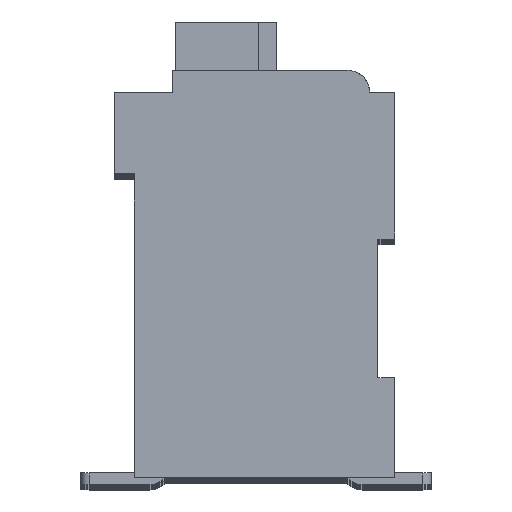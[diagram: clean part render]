
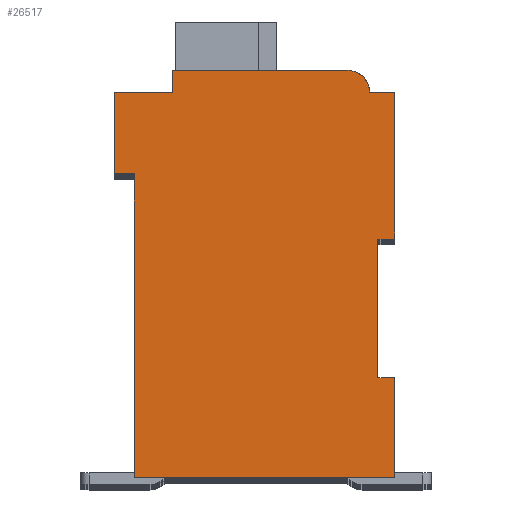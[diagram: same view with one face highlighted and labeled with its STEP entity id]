
A CAD part, top view. The second image highlights one B-rep face of the part: STEP entity #26517.
In plain terms, the highlighted planar face has unit normal (0, 0, 1).
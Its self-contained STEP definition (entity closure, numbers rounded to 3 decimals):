
#6370=DIRECTION('',(1.,0.,0.));
#6371=VECTOR('',#6370,0.5);
#6372=CARTESIAN_POINT('',(7.3,7.15,2.1));
#6373=LINE('',#6372,#6371);
#6374=DIRECTION('',(0.,1.,0.));
#6375=VECTOR('',#6374,4.15);
#6376=CARTESIAN_POINT('',(7.3,3.,2.1));
#6377=LINE('',#6376,#6375);
#6378=DIRECTION('',(-1.,0.,0.));
#6379=VECTOR('',#6378,0.5);
#6380=CARTESIAN_POINT('',(7.8,3.,2.1));
#6381=LINE('',#6380,#6379);
#6382=DIRECTION('',(0.,1.,0.));
#6383=VECTOR('',#6382,3.);
#6384=CARTESIAN_POINT('',(7.8,0.,2.1));
#6385=LINE('',#6384,#6383);
#6386=DIRECTION('',(1.,0.,0.));
#6387=VECTOR('',#6386,7.8);
#6388=CARTESIAN_POINT('',(0.,0.,2.1));
#6389=LINE('',#6388,#6387);
#6390=DIRECTION('',(0.,-1.,0.));
#6391=VECTOR('',#6390,9.1);
#6392=CARTESIAN_POINT('',(0.,9.1,2.1));
#6393=LINE('',#6392,#6391);
#6394=DIRECTION('',(1.,0.,0.));
#6395=VECTOR('',#6394,0.6);
#6396=CARTESIAN_POINT('',(-0.6,9.1,2.1));
#6397=LINE('',#6396,#6395);
#6398=DIRECTION('',(0.,-1.,0.));
#6399=VECTOR('',#6398,2.45);
#6400=CARTESIAN_POINT('',(-0.6,11.55,2.1));
#6401=LINE('',#6400,#6399);
#6402=DIRECTION('',(-1.,0.,0.));
#6403=VECTOR('',#6402,1.75);
#6404=CARTESIAN_POINT('',(1.15,11.55,2.1));
#6405=LINE('',#6404,#6403);
#6406=DIRECTION('',(0.,-1.,0.));
#6407=VECTOR('',#6406,0.65);
#6408=CARTESIAN_POINT('',(1.15,12.2,2.1));
#6409=LINE('',#6408,#6407);
#6410=DIRECTION('',(-1.,0.,0.));
#6411=VECTOR('',#6410,5.25);
#6412=CARTESIAN_POINT('',(6.4,12.2,2.1));
#6413=LINE('',#6412,#6411);
#6414=CARTESIAN_POINT('',(6.4,11.55,2.1));
#6415=DIRECTION('',(0.,0.,1.));
#6416=DIRECTION('',(1.,0.,0.));
#6417=AXIS2_PLACEMENT_3D('',#6414,#6415,#6416);
#6419=DIRECTION('',(-1.,0.,0.));
#6420=VECTOR('',#6419,0.75);
#6421=CARTESIAN_POINT('',(7.8,11.55,2.1));
#6422=LINE('',#6421,#6420);
#6423=DIRECTION('',(0.,1.,0.));
#6424=VECTOR('',#6423,4.4);
#6425=CARTESIAN_POINT('',(7.8,7.15,2.1));
#6426=LINE('',#6425,#6424);
#15607=CARTESIAN_POINT('',(7.3,7.15,2.1));
#15608=CARTESIAN_POINT('',(7.8,7.15,2.1));
#15609=VERTEX_POINT('',#15607);
#15610=VERTEX_POINT('',#15608);
#15611=CARTESIAN_POINT('',(7.8,11.55,2.1));
#15612=VERTEX_POINT('',#15611);
#15613=CARTESIAN_POINT('',(7.05,11.55,2.1));
#15614=VERTEX_POINT('',#15613);
#15615=CARTESIAN_POINT('',(6.4,12.2,2.1));
#15616=VERTEX_POINT('',#15615);
#15617=CARTESIAN_POINT('',(1.15,12.2,2.1));
#15618=VERTEX_POINT('',#15617);
#15619=CARTESIAN_POINT('',(1.15,11.55,2.1));
#15620=VERTEX_POINT('',#15619);
#15621=CARTESIAN_POINT('',(-0.6,11.55,2.1));
#15622=VERTEX_POINT('',#15621);
#15623=CARTESIAN_POINT('',(-0.6,9.1,2.1));
#15624=VERTEX_POINT('',#15623);
#15625=CARTESIAN_POINT('',(0.,9.1,2.1));
#15626=VERTEX_POINT('',#15625);
#15627=CARTESIAN_POINT('',(0.,0.,2.1));
#15628=VERTEX_POINT('',#15627);
#15629=CARTESIAN_POINT('',(7.8,0.,2.1));
#15630=VERTEX_POINT('',#15629);
#15631=CARTESIAN_POINT('',(7.8,3.,2.1));
#15632=VERTEX_POINT('',#15631);
#15633=CARTESIAN_POINT('',(7.3,3.,2.1));
#15634=VERTEX_POINT('',#15633);
#26496=CARTESIAN_POINT('',(0.,0.,2.1));
#26497=DIRECTION('',(0.,0.,1.));
#26498=DIRECTION('',(1.,0.,0.));
#26499=AXIS2_PLACEMENT_3D('',#26496,#26497,#26498);
#26500=PLANE('',#26499);
#26501=ORIENTED_EDGE('',*,*,#20528,.F.);
#26502=ORIENTED_EDGE('',*,*,#21238,.F.);
#26503=ORIENTED_EDGE('',*,*,#21814,.F.);
#26504=ORIENTED_EDGE('',*,*,#22199,.F.);
#26505=ORIENTED_EDGE('',*,*,#22648,.F.);
#26506=ORIENTED_EDGE('',*,*,#23310,.F.);
#26507=ORIENTED_EDGE('',*,*,#23516,.F.);
#26508=ORIENTED_EDGE('',*,*,#23937,.F.);
#26509=ORIENTED_EDGE('',*,*,#24405,.F.);
#26510=ORIENTED_EDGE('',*,*,#25086,.F.);
#26511=ORIENTED_EDGE('',*,*,#25620,.F.);
#26512=ORIENTED_EDGE('',*,*,#24456,.F.);
#26513=ORIENTED_EDGE('',*,*,#24897,.F.);
#26514=ORIENTED_EDGE('',*,*,#21133,.F.);
#26515=EDGE_LOOP('',(#26501,#26502,#26503,#26504,#26505,#26506,#26507,#26508,
#26509,#26510,#26511,#26512,#26513,#26514));
#26516=FACE_OUTER_BOUND('',#26515,.F.);
#6418=CIRCLE('',#6417,0.65);
#20528=EDGE_CURVE('',#15609,#15610,#6373,.T.);
#21133=EDGE_CURVE('',#15610,#15612,#6426,.T.);
#21238=EDGE_CURVE('',#15634,#15609,#6377,.T.);
#21814=EDGE_CURVE('',#15632,#15634,#6381,.T.);
#22199=EDGE_CURVE('',#15630,#15632,#6385,.T.);
#22648=EDGE_CURVE('',#15628,#15630,#6389,.T.);
#23310=EDGE_CURVE('',#15626,#15628,#6393,.T.);
#23516=EDGE_CURVE('',#15624,#15626,#6397,.T.);
#23937=EDGE_CURVE('',#15622,#15624,#6401,.T.);
#24405=EDGE_CURVE('',#15620,#15622,#6405,.T.);
#24456=EDGE_CURVE('',#15614,#15616,#6418,.T.);
#24897=EDGE_CURVE('',#15612,#15614,#6422,.T.);
#25086=EDGE_CURVE('',#15618,#15620,#6409,.T.);
#25620=EDGE_CURVE('',#15616,#15618,#6413,.T.);
#26517=ADVANCED_FACE('',(#26516),#26500,.T.);
